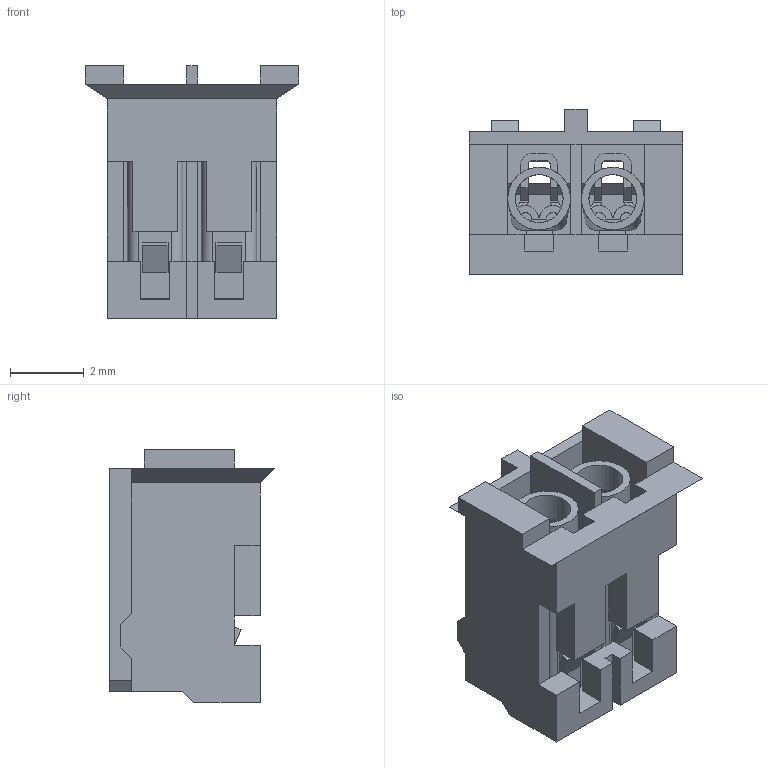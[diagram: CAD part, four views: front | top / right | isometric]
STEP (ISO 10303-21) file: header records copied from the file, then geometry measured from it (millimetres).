
FILE_DESCRIPTION(('STEP AP214'), '1');
FILE_NAME('PHR', '', ('UNSPECIFIED'), ('UNSPECIFIED'), 'ASCON STEP Converter 1.6', 'ASCON Math Kernel', '');
FILE_SCHEMA(('AUTOMOTIVE_DESIGN { 1 0 10303 214 3 1 1}'));
Length unit declared in the file: millimetre
Products named in the file (1): PHR
Bounding box: 5.8 x 4.5 x 6.85 mm (x, y, z)
Volume: 58 mm3; surface area: 358.6 mm2
Topology: 3 solids, 3 shells, 241 faces, 653 edges, 404 vertices
Faces by surface type: plane 203, cylinder 34, bspline 4
Full cylindrical faces by diameter (mm): 1.3 x2, 1.7 x2
Entity records: 10573 total; most frequent: CARTESIAN_POINT 2565, ORIENTED_EDGE 1298, DIRECTION 1177, EDGE_CURVE 649, LINE 557, VECTOR 557, VERTEX_POINT 404, AXIS2_PLACEMENT_3D 310
